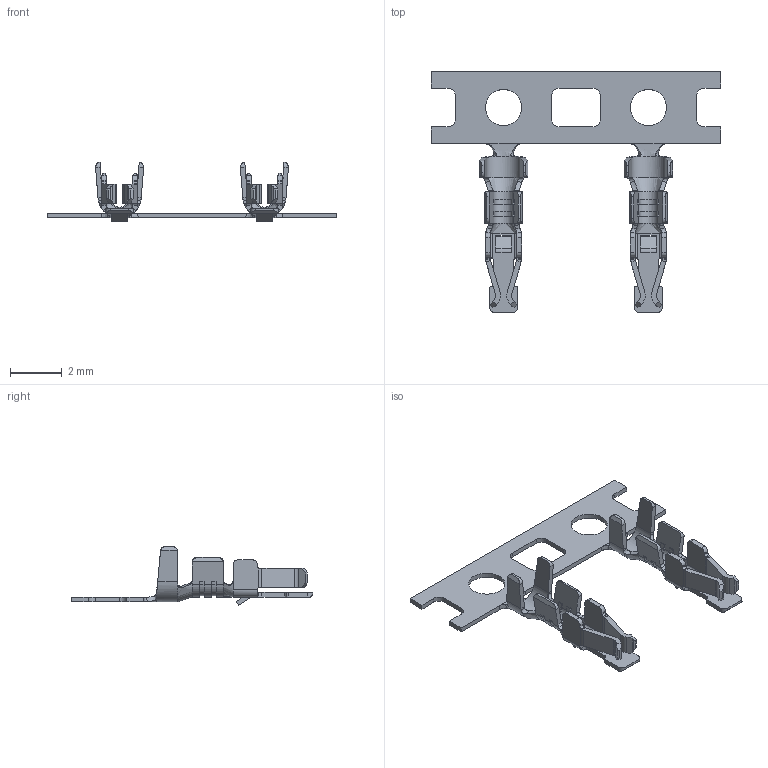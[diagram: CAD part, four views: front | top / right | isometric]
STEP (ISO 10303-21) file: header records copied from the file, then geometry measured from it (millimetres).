
FILE_DESCRIPTION( ('This file contains a STEP AP42 implementation' ,'as created by ZW3D STEP Interface translator.') ,'2;1' );
FILE_NAME( 'WF2002-TPSN01.stp' ,'231018.1731 1', (''), ('ZWCAD Software Co.'), 'Version 1.0', 'ZW3D to STEP translator', '' );
FILE_SCHEMA(('AUTOMOTIVE_DESIGN { 1 0 10303 214 1 1 1 1 }'));
Length unit declared in the file: millimetre
Products named in the file (2): 0; WF2002-TPSN02
Bounding box: 11.21 x 9.34 x 2.29 mm (x, y, z)
Volume: 11 mm3; surface area: 142.5 mm2
Topology: 1 solids, 1 shells, 434 faces, 1136 edges, 704 vertices
Faces by surface type: plane 244, cylinder 114, bspline 76
Full cylindrical faces by diameter (mm): 1.402 x2
Entity records: 16303 total; most frequent: CARTESIAN_POINT 5572, ORIENTED_EDGE 2272, DIRECTION 1934, EDGE_CURVE 1136, VECTOR 744, LINE 744, VERTEX_POINT 704, AXIS2_PLACEMENT_3D 595
